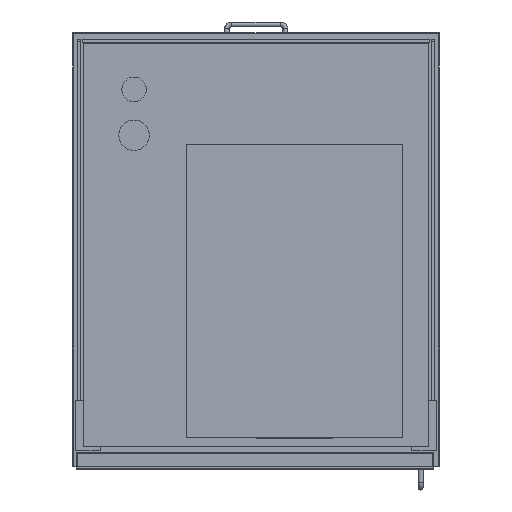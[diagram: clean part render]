
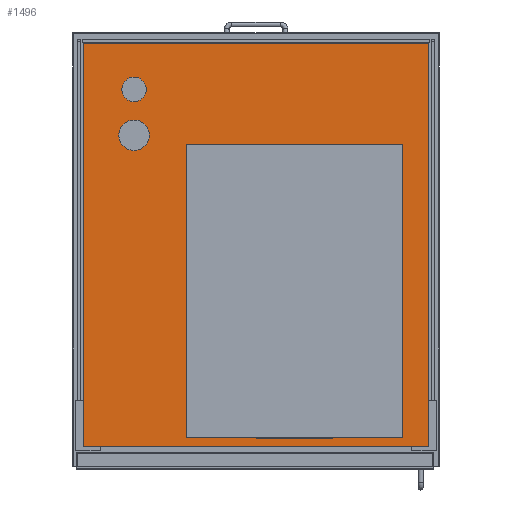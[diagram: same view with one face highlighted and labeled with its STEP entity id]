
A CAD part, front view. The second image highlights one B-rep face of the part: STEP entity #1496.
In plain terms, the highlighted planar face has unit normal (0, -1, 0).
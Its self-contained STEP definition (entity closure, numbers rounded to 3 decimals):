
#111 = LINE ( 'NONE', #7222, #9375 ) ;
#849 = CARTESIAN_POINT ( 'NONE',  ( 0., 0., 0. ) ) ;
#858 = VERTEX_POINT ( 'NONE', #15920 ) ;
#943 = CARTESIAN_POINT ( 'NONE',  ( -282.5, 0., 330. ) ) ;
#1496 = ADVANCED_FACE ( 'NONE', ( #10889 ), #15317, .F. ) ;
#1662 = VECTOR ( 'NONE', #14597, 1000. ) ;
#1834 = CARTESIAN_POINT ( 'NONE',  ( 282.5, 0., -330. ) ) ;
#1845 = ORIENTED_EDGE ( 'NONE', *, *, #9053, .F. ) ;
#2038 = DIRECTION ( 'NONE',  ( 0., 1., 0. ) ) ;
#2253 = VERTEX_POINT ( 'NONE', #6526 ) ;
#3581 = AXIS2_PLACEMENT_3D ( 'NONE', #849, #2038, #10230 ) ;
#3770 = CARTESIAN_POINT ( 'NONE',  ( -282.5, 0., 330. ) ) ;
#6526 = CARTESIAN_POINT ( 'NONE',  ( 282.5, 0., 330. ) ) ;
#7222 = CARTESIAN_POINT ( 'NONE',  ( -282.5, 0., -330. ) ) ;
#7241 = LINE ( 'NONE', #1834, #12478 ) ;
#7403 = CARTESIAN_POINT ( 'NONE',  ( -282.5, 0., -330. ) ) ;
#7812 = ORIENTED_EDGE ( 'NONE', *, *, #15845, .F. ) ;
#8127 = VERTEX_POINT ( 'NONE', #15190 ) ;
#9053 = EDGE_CURVE ( 'NONE', #14608, #2253, #16544, .T. ) ;
#9375 = VECTOR ( 'NONE', #16579, 1000. ) ;
#9739 = DIRECTION ( 'NONE',  ( 0., 0., -1. ) ) ;
#10230 = DIRECTION ( 'NONE',  ( 0., 0., 1. ) ) ;
#10889 = FACE_OUTER_BOUND ( 'NONE', #11419, .T. ) ;
#11419 = EDGE_LOOP ( 'NONE', ( #15161, #1845, #7812, #15365 ) ) ;
#12478 = VECTOR ( 'NONE', #9739, 1000. ) ;
#12922 = VECTOR ( 'NONE', #14189, 1000. ) ;
#13734 = LINE ( 'NONE', #7403, #12922 ) ;
#14189 = DIRECTION ( 'NONE',  ( -1., 0., 0. ) ) ;
#14597 = DIRECTION ( 'NONE',  ( 1., 0., 0. ) ) ;
#14608 = VERTEX_POINT ( 'NONE', #943 ) ;
#15161 = ORIENTED_EDGE ( 'NONE', *, *, #16419, .F. ) ;
#15190 = CARTESIAN_POINT ( 'NONE',  ( 282.5, 0., -330. ) ) ;
#15317 = PLANE ( 'NONE',  #3581 ) ;
#15365 = ORIENTED_EDGE ( 'NONE', *, *, #16474, .F. ) ;
#15845 = EDGE_CURVE ( 'NONE', #858, #14608, #111, .T. ) ;
#15920 = CARTESIAN_POINT ( 'NONE',  ( -282.5, 0., -330. ) ) ;
#16419 = EDGE_CURVE ( 'NONE', #2253, #8127, #7241, .T. ) ;
#16474 = EDGE_CURVE ( 'NONE', #8127, #858, #13734, .T. ) ;
#16544 = LINE ( 'NONE', #3770, #1662 ) ;
#16579 = DIRECTION ( 'NONE',  ( 0., 0., 1. ) ) ;
